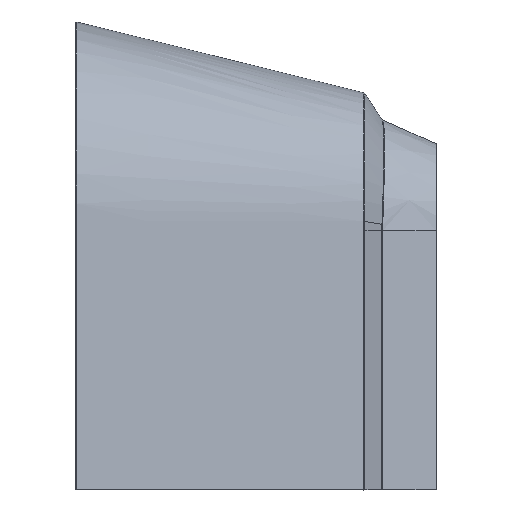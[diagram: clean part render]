
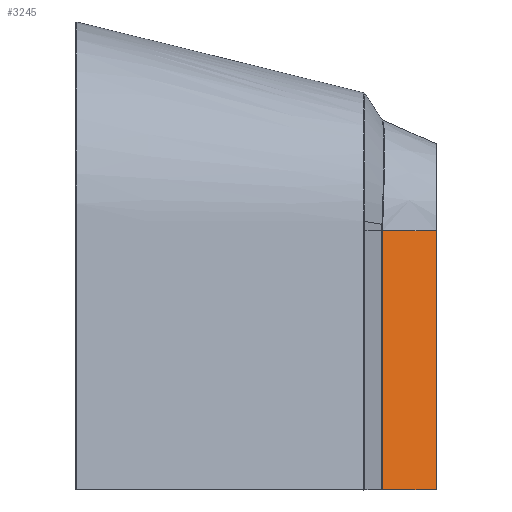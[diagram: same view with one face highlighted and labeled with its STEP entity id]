
A CAD part, left-side view. The second image highlights one B-rep face of the part: STEP entity #3245.
In plain terms, the highlighted planar face has unit normal (-0.913, -0.407, 0).
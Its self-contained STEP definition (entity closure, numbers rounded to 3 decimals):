
#394 = DIRECTION ( 'NONE',  ( 0.407, -0.914, 0. ) ) ;
#468 = LINE ( 'NONE', #13339, #18394 ) ;
#675 = CARTESIAN_POINT ( 'NONE',  ( -539.893, -516.438, 81. ) ) ;
#810 = FACE_OUTER_BOUND ( 'NONE', #29666, .T. ) ;
#1708 = EDGE_CURVE ( 'NONE', #12599, #28754, #8518, .T. ) ;
#2317 = EDGE_CURVE ( 'NONE', #12599, #20618, #26418, .T. ) ;
#2521 = DIRECTION ( 'NONE',  ( 0.407, -0.914, 0. ) ) ;
#3245 = ADVANCED_FACE ( 'NONE', ( #810 ), #6560, .F. ) ;
#3577 = AXIS2_PLACEMENT_3D ( 'NONE', #14346, #11137, #31815 ) ;
#6560 = PLANE ( 'NONE',  #3577 ) ;
#8518 = LINE ( 'NONE', #16148, #11673 ) ;
#8522 = CARTESIAN_POINT ( 'NONE',  ( -499.573, -607., -355. ) ) ;
#9092 = ORIENTED_EDGE ( 'NONE', *, *, #23146, .T. ) ;
#9341 = ORIENTED_EDGE ( 'NONE', *, *, #25995, .T. ) ;
#10646 = VERTEX_POINT ( 'NONE', #8522 ) ;
#10791 = DIRECTION ( 'NONE',  ( 0., 0., 1. ) ) ;
#11137 = DIRECTION ( 'NONE',  ( 0.914, 0.407, 0. ) ) ;
#11673 = VECTOR ( 'NONE', #394, 1000. ) ;
#12599 = VERTEX_POINT ( 'NONE', #675 ) ;
#13339 = CARTESIAN_POINT ( 'NONE',  ( -499.573, -607., -355. ) ) ;
#14346 = CARTESIAN_POINT ( 'NONE',  ( -553., -487., -355. ) ) ;
#14970 = CARTESIAN_POINT ( 'NONE',  ( -539.893, -516.439, -355. ) ) ;
#15394 = LINE ( 'NONE', #25734, #32512 ) ;
#16148 = CARTESIAN_POINT ( 'NONE',  ( -553., -487., 81. ) ) ;
#17960 = CARTESIAN_POINT ( 'NONE',  ( -539.894, -516.437, -209.667 ) ) ;
#18394 = VECTOR ( 'NONE', #10791, 1000. ) ;
#18776 = ORIENTED_EDGE ( 'NONE', *, *, #1708, .F. ) ;
#19971 = CARTESIAN_POINT ( 'NONE',  ( -499.573, -607., 81. ) ) ;
#20618 = VERTEX_POINT ( 'NONE', #14970 ) ;
#23146 = EDGE_CURVE ( 'NONE', #20618, #10646, #15394, .T. ) ;
#25734 = CARTESIAN_POINT ( 'NONE',  ( -642.47, -286.046, -355. ) ) ;
#25995 = EDGE_CURVE ( 'NONE', #10646, #28754, #468, .T. ) ;
#26418 = B_SPLINE_CURVE_WITH_KNOTS ( 'NONE', 3,
 ( #28291, #30833, #17960, #30335 ),
 .UNSPECIFIED., .F., .F.,
 ( 4, 4 ),
 ( 0., 0.436 ),
 .UNSPECIFIED. ) ;
#28291 = CARTESIAN_POINT ( 'NONE',  ( -539.893, -516.438, 81. ) ) ;
#28754 = VERTEX_POINT ( 'NONE', #19971 ) ;
#29666 = EDGE_LOOP ( 'NONE', ( #18776, #31819, #9092, #9341 ) ) ;
#30335 = CARTESIAN_POINT ( 'NONE',  ( -539.893, -516.439, -355. ) ) ;
#30833 = CARTESIAN_POINT ( 'NONE',  ( -539.899, -516.426, -64.333 ) ) ;
#31815 = DIRECTION ( 'NONE',  ( -0.407, 0.914, 0. ) ) ;
#31819 = ORIENTED_EDGE ( 'NONE', *, *, #2317, .T. ) ;
#32512 = VECTOR ( 'NONE', #2521, 1000. ) ;
